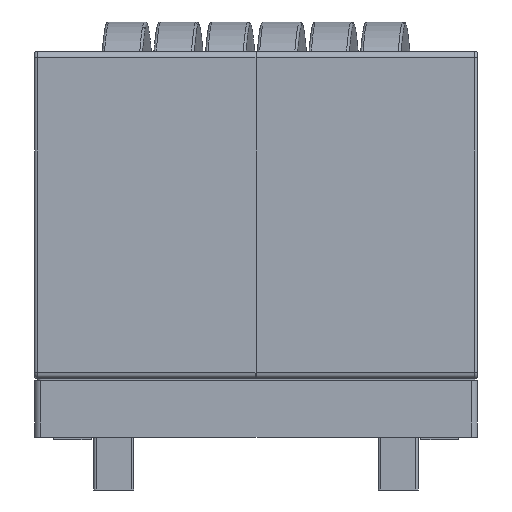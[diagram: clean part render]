
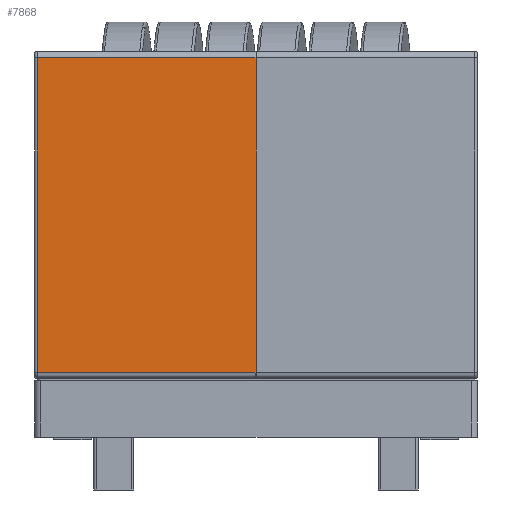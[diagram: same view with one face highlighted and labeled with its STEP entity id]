
A CAD part, left-side view. The second image highlights one B-rep face of the part: STEP entity #7868.
In plain terms, the highlighted face is planar.
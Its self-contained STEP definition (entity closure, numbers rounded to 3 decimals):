
#1882=ORIENTED_EDGE('',*,*,#3872,.T.);
#1883=ORIENTED_EDGE('',*,*,#3873,.T.);
#1884=ORIENTED_EDGE('',*,*,#3874,.T.);
#1885=ORIENTED_EDGE('',*,*,#3860,.F.);
#3860=EDGE_CURVE('',#4891,#4892,#5624,.T.);
#3872=EDGE_CURVE('',#4891,#4900,#5626,.F.);
#3873=EDGE_CURVE('',#4900,#4901,#5627,.T.);
#3874=EDGE_CURVE('',#4901,#4892,#5628,.T.);
#4891=VERTEX_POINT('',#19670);
#4892=VERTEX_POINT('',#19672);
#4900=VERTEX_POINT('',#19694);
#4901=VERTEX_POINT('',#19696);
#5624=LINE('',#19671,#6142);
#5626=LINE('',#19693,#6144);
#5627=LINE('',#19695,#6145);
#5628=LINE('',#19697,#6146);
#6142=VECTOR('',#11592,1000.);
#6144=VECTOR('',#11618,1000.);
#6145=VECTOR('',#11619,1000.);
#6146=VECTOR('',#11620,1000.);
#6604=EDGE_LOOP('',(#1882,#1883,#1884,#1885));
#7120=FACE_BOUND('',#6604,.T.);
#7572=PLANE('',#10695);
#7868=ADVANCED_FACE('',(#7120),#7572,.T.);
#10695=AXIS2_PLACEMENT_3D('',#19692,#11616,#11617);
#11592=DIRECTION('',(0.,-1.,0.));
#11616=DIRECTION('',(1.,0.,0.));
#11617=DIRECTION('',(0.,1.,0.));
#11618=DIRECTION('',(0.,0.,-1.));
#11619=DIRECTION('',(0.,-1.,0.));
#11620=DIRECTION('',(0.,0.,-1.));
#19670=CARTESIAN_POINT('',(18.,12.5,-8.8));
#19671=CARTESIAN_POINT('',(18.,13.,-8.8));
#19672=CARTESIAN_POINT('',(18.,-12.5,-8.8));
#19692=CARTESIAN_POINT('',(18.,13.,8.8));
#19693=CARTESIAN_POINT('',(18.,12.5,8.8));
#19694=CARTESIAN_POINT('',(18.,12.5,8.6));
#19695=CARTESIAN_POINT('',(18.,-12.5,8.6));
#19696=CARTESIAN_POINT('',(18.,-12.5,8.6));
#19697=CARTESIAN_POINT('',(18.,-12.5,8.8));
